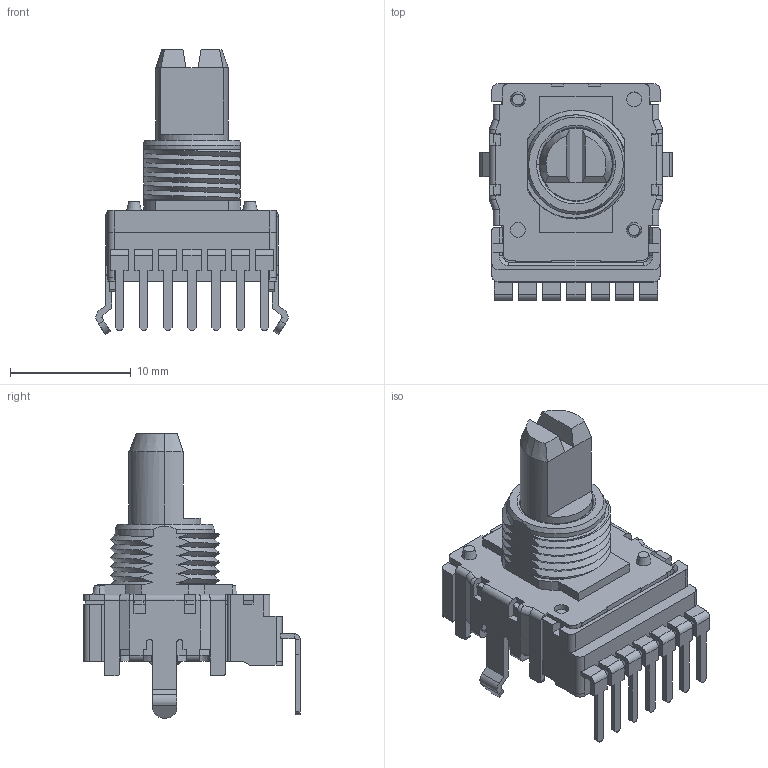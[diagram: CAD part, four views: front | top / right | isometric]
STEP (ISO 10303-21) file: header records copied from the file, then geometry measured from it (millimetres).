
FILE_DESCRIPTION (( 'STEP AP214' ), '1' );
FILE_NAME ('RK14K1240062.STEP', '2012-02-21T00:35:28', ( '' ), ( '' ), 'SwSTEP 2.0', 'SolidWorks 2010', '' );
FILE_SCHEMA (( 'AUTOMOTIVE_DESIGN' ));
Length unit declared in the file: millimetre
Products named in the file (1): RK14K1240062
Bounding box: 15.9 x 17.9 x 23.56 mm (x, y, z)
Volume: 1729.5 mm3; surface area: 1705.7 mm2
Topology: 1 solids, 1 shells, 583 faces, 1619 edges, 1035 vertices
Faces by surface type: plane 412, cylinder 128, bspline 26, cone 15, torus 2
Entity records: 29648 total; most frequent: CARTESIAN_POINT 8445, ORIENTED_EDGE 3238, DIRECTION 2903, EDGE_CURVE 1619, LINE 1239, VECTOR 1239, VERTEX_POINT 1035, AXIS2_PLACEMENT_3D 832
